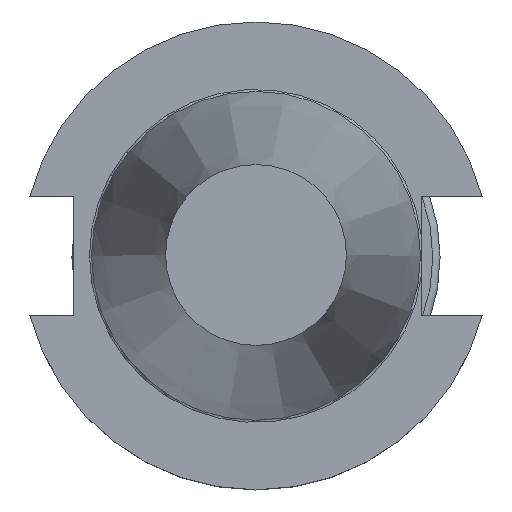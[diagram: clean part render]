
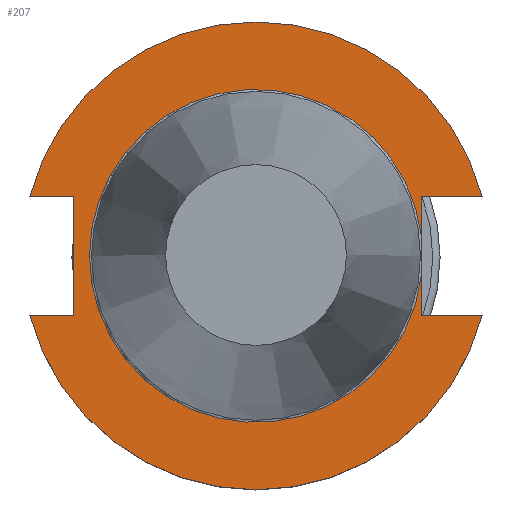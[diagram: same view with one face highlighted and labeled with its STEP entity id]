
A CAD part, top view. The second image highlights one B-rep face of the part: STEP entity #207.
In plain terms, the highlighted planar face has unit normal (0, 0, 1).
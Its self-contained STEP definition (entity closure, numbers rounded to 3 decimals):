
#48=LINE('',#1249,#85);
#57=LINE('',#1279,#94);
#58=LINE('',#1280,#95);
#59=LINE('',#1281,#96);
#60=LINE('',#1283,#97);
#61=LINE('',#1287,#98);
#62=LINE('',#1289,#99);
#85=VECTOR('',#1028,1.);
#94=VECTOR('',#1055,1.);
#95=VECTOR('',#1056,1.);
#96=VECTOR('',#1057,1.);
#97=VECTOR('',#1058,1.);
#98=VECTOR('',#1061,1.);
#99=VECTOR('',#1062,1.);
#121=FACE_OUTER_BOUND('',#360,.T.);
#166=PLANE('',#870);
#207=ADVANCED_FACE('CU_FL_SU_5',(#121),#166,.F.);
#360=EDGE_LOOP('',(#462,#463,#464,#465,#466,#467,#468,#469,#470,#471));
#462=ORIENTED_EDGE('',*,*,#694,.F.);
#463=ORIENTED_EDGE('',*,*,#680,.F.);
#464=ORIENTED_EDGE('',*,*,#695,.T.);
#465=ORIENTED_EDGE('',*,*,#684,.T.);
#466=ORIENTED_EDGE('',*,*,#696,.F.);
#467=ORIENTED_EDGE('',*,*,#697,.T.);
#468=ORIENTED_EDGE('',*,*,#698,.T.);
#469=ORIENTED_EDGE('',*,*,#699,.T.);
#470=ORIENTED_EDGE('',*,*,#700,.T.);
#471=ORIENTED_EDGE('',*,*,#688,.F.);
#608=VERTEX_POINT('',#1250);
#609=VERTEX_POINT('',#1251);
#611=VERTEX_POINT('',#1257);
#612=VERTEX_POINT('',#1259);
#614=VERTEX_POINT('',#1265);
#616=VERTEX_POINT('',#1268);
#620=VERTEX_POINT('',#1282);
#621=VERTEX_POINT('',#1284);
#622=VERTEX_POINT('',#1286);
#623=VERTEX_POINT('',#1288);
#680=EDGE_CURVE('',#608,#609,#48,.T.);
#684=EDGE_CURVE('',#612,#611,#767,.T.);
#688=EDGE_CURVE('',#614,#616,#769,.T.);
#694=EDGE_CURVE('',#609,#614,#57,.T.);
#695=EDGE_CURVE('',#608,#612,#58,.T.);
#696=EDGE_CURVE('',#620,#611,#59,.T.);
#697=EDGE_CURVE('',#620,#621,#60,.T.);
#698=EDGE_CURVE('',#621,#622,#772,.T.);
#699=EDGE_CURVE('',#622,#623,#61,.T.);
#700=EDGE_CURVE('',#623,#616,#62,.T.);
#767=CIRCLE('',#861,31.75);
#769=CIRCLE('',#864,31.75);
#772=CIRCLE('',#869,22.6);
#861=AXIS2_PLACEMENT_3D('',#1258,#1034,#1035);
#864=AXIS2_PLACEMENT_3D('',#1267,#1042,#1043);
#869=AXIS2_PLACEMENT_3D('',#1285,#1059,#1060);
#870=AXIS2_PLACEMENT_3D('',#1290,#1063,#1064);
#1028=DIRECTION('',(0.,1.,0.));
#1034=DIRECTION('',(0.,0.,1.));
#1035=DIRECTION('',(-1.,0.,0.));
#1042=DIRECTION('',(0.,0.,-1.));
#1043=DIRECTION('',(-1.,0.,0.));
#1055=DIRECTION('',(-1.,0.,0.));
#1056=DIRECTION('',(-1.,0.,0.));
#1057=DIRECTION('',(1.,0.,0.));
#1058=DIRECTION('',(0.,1.,0.));
#1059=DIRECTION('',(0.,0.,-1.));
#1060=DIRECTION('',(-1.,0.,0.));
#1061=DIRECTION('',(0.,1.,0.));
#1062=DIRECTION('',(1.,0.,0.));
#1063=DIRECTION('',(0.,0.,-1.));
#1064=DIRECTION('',(-1.,0.,0.));
#1249=CARTESIAN_POINT('',(-24.82,22.,-3.18));
#1250=CARTESIAN_POINT('',(-24.82,-8.095,-3.18));
#1251=CARTESIAN_POINT('',(-24.82,8.095,-3.18));
#1257=CARTESIAN_POINT('',(30.701,-8.095,-3.18));
#1258=CARTESIAN_POINT('',(0.,0.,-3.18));
#1259=CARTESIAN_POINT('',(-30.701,-8.095,-3.18));
#1265=CARTESIAN_POINT('',(-30.701,8.095,-3.18));
#1267=CARTESIAN_POINT('',(0.,0.,-3.18));
#1268=CARTESIAN_POINT('',(30.701,8.095,-3.18));
#1279=CARTESIAN_POINT('',(0.,8.095,-3.18));
#1280=CARTESIAN_POINT('',(-41.75,-8.095,-3.18));
#1281=CARTESIAN_POINT('',(0.,-8.095,-3.18));
#1282=CARTESIAN_POINT('',(22.42,-8.095,-3.18));
#1283=CARTESIAN_POINT('',(22.42,22.,-3.18));
#1284=CARTESIAN_POINT('',(22.42,-2.847,-3.18));
#1285=CARTESIAN_POINT('',(0.,0.,-3.18));
#1286=CARTESIAN_POINT('',(22.42,2.847,-3.18));
#1287=CARTESIAN_POINT('',(22.42,22.,-3.18));
#1288=CARTESIAN_POINT('',(22.42,8.095,-3.18));
#1289=CARTESIAN_POINT('',(41.75,8.095,-3.18));
#1290=CARTESIAN_POINT('',(0.,22.,-3.18));
